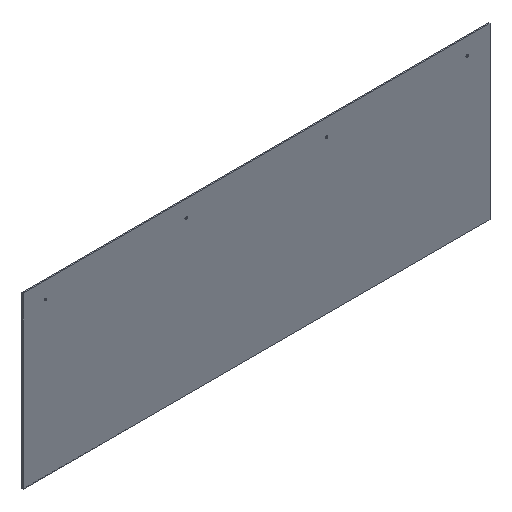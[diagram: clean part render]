
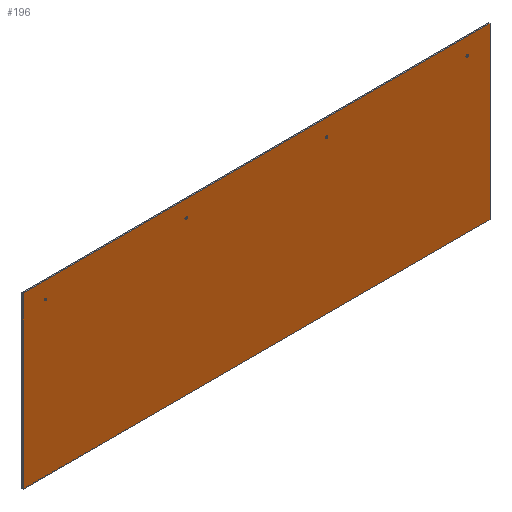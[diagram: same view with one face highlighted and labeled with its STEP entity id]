
A CAD part, isometric view. The second image highlights one B-rep face of the part: STEP entity #196.
In plain terms, the highlighted planar face has unit normal (0, -1, 0).
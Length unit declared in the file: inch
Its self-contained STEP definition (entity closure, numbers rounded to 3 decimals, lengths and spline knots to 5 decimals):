
#18=LINE('',#318,#30);
#21=LINE('',#323,#33);
#23=LINE('',#327,#35);
#25=LINE('',#330,#37);
#30=VECTOR('',#269,39.37008);
#33=VECTOR('',#274,39.37008);
#35=VECTOR('',#278,39.37008);
#37=VECTOR('',#282,39.37008);
#43=PLANE('',#234);
#52=FACE_BOUND('',#84,.T.);
#53=FACE_BOUND('',#85,.T.);
#54=FACE_BOUND('',#86,.T.);
#55=FACE_BOUND('',#87,.T.);
#65=FACE_OUTER_BOUND('',#83,.T.);
#83=EDGE_LOOP('',(#164,#165,#166,#167));
#84=EDGE_LOOP('',(#168));
#85=EDGE_LOOP('',(#169));
#86=EDGE_LOOP('',(#170));
#87=EDGE_LOOP('',(#171));
#89=CIRCLE('',#219,0.125);
#91=CIRCLE('',#222,0.125);
#93=CIRCLE('',#225,0.125);
#95=CIRCLE('',#228,0.125);
#97=VERTEX_POINT('',#289);
#99=VERTEX_POINT('',#294);
#101=VERTEX_POINT('',#299);
#103=VERTEX_POINT('',#304);
#108=VERTEX_POINT('',#316);
#109=VERTEX_POINT('',#317);
#110=VERTEX_POINT('',#322);
#111=VERTEX_POINT('',#326);
#113=EDGE_CURVE('',#97,#97,#89,.T.);
#115=EDGE_CURVE('',#99,#99,#91,.T.);
#117=EDGE_CURVE('',#101,#101,#93,.T.);
#119=EDGE_CURVE('',#103,#103,#95,.T.);
#124=EDGE_CURVE('',#108,#109,#18,.T.);
#127=EDGE_CURVE('',#109,#110,#21,.T.);
#129=EDGE_CURVE('',#111,#110,#23,.T.);
#131=EDGE_CURVE('',#108,#111,#25,.T.);
#164=ORIENTED_EDGE('',*,*,#129,.T.);
#165=ORIENTED_EDGE('',*,*,#127,.F.);
#166=ORIENTED_EDGE('',*,*,#124,.F.);
#167=ORIENTED_EDGE('',*,*,#131,.T.);
#168=ORIENTED_EDGE('',*,*,#113,.T.);
#169=ORIENTED_EDGE('',*,*,#115,.T.);
#170=ORIENTED_EDGE('',*,*,#117,.T.);
#171=ORIENTED_EDGE('',*,*,#119,.T.);
#196=ADVANCED_FACE('',(#65,#52,#53,#54,#55),#43,.T.);
#219=AXIS2_PLACEMENT_3D('',#290,#241,#242);
#222=AXIS2_PLACEMENT_3D('',#295,#247,#248);
#225=AXIS2_PLACEMENT_3D('',#300,#253,#254);
#228=AXIS2_PLACEMENT_3D('',#305,#259,#260);
#234=AXIS2_PLACEMENT_3D('',#331,#283,#284);
#241=DIRECTION('center_axis',(0.,1.,0.));
#242=DIRECTION('ref_axis',(0.,0.,-1.));
#247=DIRECTION('center_axis',(0.,1.,0.));
#248=DIRECTION('ref_axis',(0.,0.,-1.));
#253=DIRECTION('center_axis',(0.,1.,0.));
#254=DIRECTION('ref_axis',(0.,0.,-1.));
#259=DIRECTION('center_axis',(0.,1.,0.));
#260=DIRECTION('ref_axis',(0.,0.,-1.));
#269=DIRECTION('',(0.,0.,1.));
#274=DIRECTION('',(1.,0.,0.));
#278=DIRECTION('',(0.,0.,1.));
#282=DIRECTION('',(1.,0.,0.));
#283=DIRECTION('center_axis',(0.,-1.,0.));
#284=DIRECTION('ref_axis',(0.,0.,-1.));
#289=CARTESIAN_POINT('',(126.25,-0.125,16.75));
#290=CARTESIAN_POINT('Origin',(126.25,-0.125,16.875));
#294=CARTESIAN_POINT('',(141.75,-0.125,16.75));
#295=CARTESIAN_POINT('Origin',(141.75,-0.125,16.875));
#299=CARTESIAN_POINT('',(157.25,-0.125,16.75));
#300=CARTESIAN_POINT('Origin',(157.25,-0.125,16.875));
#304=CARTESIAN_POINT('',(172.75,-0.125,16.75));
#305=CARTESIAN_POINT('Origin',(172.75,-0.125,16.875));
#316=CARTESIAN_POINT('',(123.75,-0.125,0.));
#317=CARTESIAN_POINT('',(123.75,-0.125,18.75));
#318=CARTESIAN_POINT('',(123.75,-0.125,9.375));
#322=CARTESIAN_POINT('',(175.25,-0.125,18.75));
#323=CARTESIAN_POINT('',(149.5,-0.125,18.75));
#326=CARTESIAN_POINT('',(175.25,-0.125,0.));
#327=CARTESIAN_POINT('',(175.25,-0.125,9.375));
#330=CARTESIAN_POINT('',(149.5,-0.125,0.));
#331=CARTESIAN_POINT('Origin',(149.5,-0.125,9.375));
